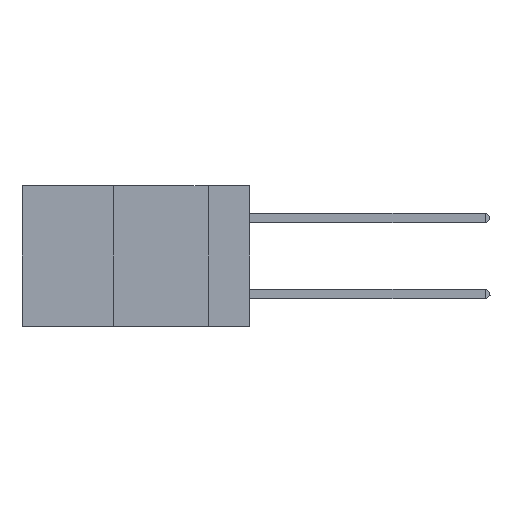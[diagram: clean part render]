
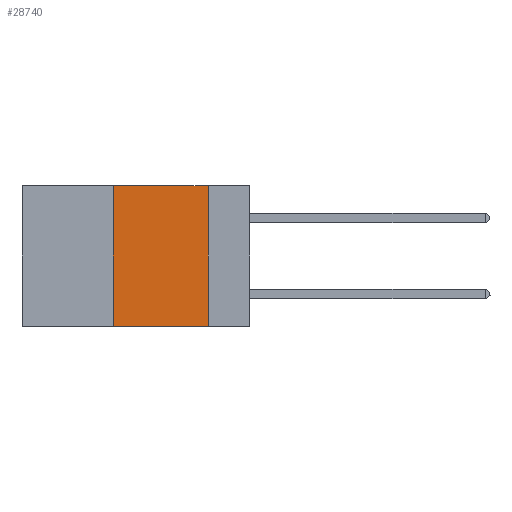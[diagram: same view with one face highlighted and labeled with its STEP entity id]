
A CAD part, left-side view. The second image highlights one B-rep face of the part: STEP entity #28740.
In plain terms, the highlighted planar face has unit normal (-1, 0, 0).
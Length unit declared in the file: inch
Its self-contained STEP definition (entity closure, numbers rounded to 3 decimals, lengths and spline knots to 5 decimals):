
#679 = EDGE_CURVE ( 'NONE', #14609, #1868, #22627, .T. ) ;
#878 = ORIENTED_EDGE ( 'NONE', *, *, #679, .F. ) ;
#1138 = DIRECTION ( 'NONE',  ( 0., -1., 0. ) ) ;
#1868 = VERTEX_POINT ( 'NONE', #27228 ) ;
#4342 = EDGE_CURVE ( 'NONE', #28939, #17455, #28699, .T. ) ;
#5636 = CARTESIAN_POINT ( 'NONE',  ( 0., 0.36, 0. ) ) ;
#8590 = PLANE ( 'NONE',  #18900 ) ;
#8999 = CARTESIAN_POINT ( 'NONE',  ( 0., 0.6, 0. ) ) ;
#9737 = CARTESIAN_POINT ( 'NONE',  ( 0., 0.11, 0. ) ) ;
#10674 = ORIENTED_EDGE ( 'NONE', *, *, #4342, .F. ) ;
#10837 = EDGE_LOOP ( 'NONE', ( #878, #20091, #10674, #28653 ) ) ;
#10904 = LINE ( 'NONE', #8999, #27886 ) ;
#11273 = DIRECTION ( 'NONE',  ( 0., -1., 0. ) ) ;
#11594 = LINE ( 'NONE', #14640, #20750 ) ;
#14609 = VERTEX_POINT ( 'NONE', #14803 ) ;
#14624 = DIRECTION ( 'NONE',  ( 0., 0., -1. ) ) ;
#14640 = CARTESIAN_POINT ( 'NONE',  ( 0., 0.6, -0.37 ) ) ;
#14803 = CARTESIAN_POINT ( 'NONE',  ( 0., 0.11, 0. ) ) ;
#14869 = EDGE_CURVE ( 'NONE', #17455, #14609, #10904, .T. ) ;
#16944 = DIRECTION ( 'NONE',  ( 0., 0., 1. ) ) ;
#17273 = VECTOR ( 'NONE', #14624, 39.37008 ) ;
#17455 = VERTEX_POINT ( 'NONE', #20993 ) ;
#18900 = AXIS2_PLACEMENT_3D ( 'NONE', #24420, #28975, #22227 ) ;
#20091 = ORIENTED_EDGE ( 'NONE', *, *, #14869, .F. ) ;
#20750 = VECTOR ( 'NONE', #1138, 39.37008 ) ;
#20993 = CARTESIAN_POINT ( 'NONE',  ( 0., 0.36, 0. ) ) ;
#21051 = CARTESIAN_POINT ( 'NONE',  ( 0., 0.36, -0.37 ) ) ;
#21872 = EDGE_CURVE ( 'NONE', #28939, #1868, #11594, .T. ) ;
#22227 = DIRECTION ( 'NONE',  ( 0., 0., -1. ) ) ;
#22627 = LINE ( 'NONE', #9737, #17273 ) ;
#22834 = FACE_OUTER_BOUND ( 'NONE', #10837, .T. ) ;
#24420 = CARTESIAN_POINT ( 'NONE',  ( 0., 0.6, 0. ) ) ;
#26956 = VECTOR ( 'NONE', #16944, 39.37008 ) ;
#27228 = CARTESIAN_POINT ( 'NONE',  ( 0., 0.11, -0.37 ) ) ;
#27886 = VECTOR ( 'NONE', #11273, 39.37008 ) ;
#28653 = ORIENTED_EDGE ( 'NONE', *, *, #21872, .T. ) ;
#28699 = LINE ( 'NONE', #5636, #26956 ) ;
#28740 = ADVANCED_FACE ( 'NONE', ( #22834 ), #8590, .F. ) ;
#28939 = VERTEX_POINT ( 'NONE', #21051 ) ;
#28975 = DIRECTION ( 'NONE',  ( 1., 0., 0. ) ) ;
